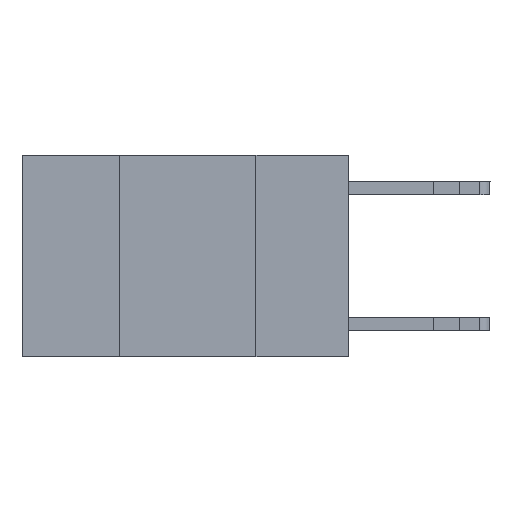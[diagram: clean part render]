
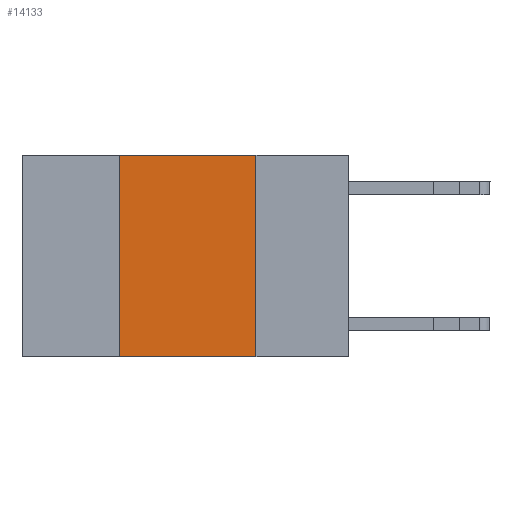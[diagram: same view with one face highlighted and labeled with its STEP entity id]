
A CAD part, left-side view. The second image highlights one B-rep face of the part: STEP entity #14133.
In plain terms, the highlighted planar face has unit normal (-1, 0, 0).
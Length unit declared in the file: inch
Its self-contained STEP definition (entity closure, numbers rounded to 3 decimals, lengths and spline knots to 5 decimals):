
#2050 = FACE_OUTER_BOUND ( 'NONE', #15078, .T. ) ;
#2237 = CARTESIAN_POINT ( 'NONE',  ( 0., 0.17, 0. ) ) ;
#2664 = CARTESIAN_POINT ( 'NONE',  ( 0., 0.42, -0.37 ) ) ;
#2829 = VERTEX_POINT ( 'NONE', #2237 ) ;
#3037 = VERTEX_POINT ( 'NONE', #6743 ) ;
#3532 = PLANE ( 'NONE',  #5963 ) ;
#3725 = CARTESIAN_POINT ( 'NONE',  ( 0., 0.42, 0. ) ) ;
#3932 = DIRECTION ( 'NONE',  ( 0., -1., 0. ) ) ;
#4373 = EDGE_CURVE ( 'NONE', #3037, #2829, #8308, .T. ) ;
#5042 = EDGE_CURVE ( 'NONE', #2829, #7226, #5753, .T. ) ;
#5298 = ORIENTED_EDGE ( 'NONE', *, *, #12800, .T. ) ;
#5323 = VECTOR ( 'NONE', #3932, 39.37008 ) ;
#5753 = LINE ( 'NONE', #15820, #8496 ) ;
#5963 = AXIS2_PLACEMENT_3D ( 'NONE', #15022, #7866, #13228 ) ;
#6743 = CARTESIAN_POINT ( 'NONE',  ( 0., 0.42, 0. ) ) ;
#6808 = DIRECTION ( 'NONE',  ( 0., -1., 0. ) ) ;
#7226 = VERTEX_POINT ( 'NONE', #14078 ) ;
#7866 = DIRECTION ( 'NONE',  ( 1., 0., 0. ) ) ;
#8308 = LINE ( 'NONE', #16895, #16612 ) ;
#8496 = VECTOR ( 'NONE', #18569, 39.37008 ) ;
#9464 = VERTEX_POINT ( 'NONE', #2664 ) ;
#9579 = VECTOR ( 'NONE', #9741, 39.37008 ) ;
#9741 = DIRECTION ( 'NONE',  ( 0., 0., 1. ) ) ;
#12576 = LINE ( 'NONE', #15224, #5323 ) ;
#12800 = EDGE_CURVE ( 'NONE', #9464, #7226, #12576, .T. ) ;
#13205 = ORIENTED_EDGE ( 'NONE', *, *, #15223, .F. ) ;
#13228 = DIRECTION ( 'NONE',  ( 0., 0., -1. ) ) ;
#14078 = CARTESIAN_POINT ( 'NONE',  ( 0., 0.17, -0.37 ) ) ;
#14133 = ADVANCED_FACE ( 'NONE', ( #2050 ), #3532, .F. ) ;
#15022 = CARTESIAN_POINT ( 'NONE',  ( 0., 0.6, 0. ) ) ;
#15048 = ORIENTED_EDGE ( 'NONE', *, *, #5042, .F. ) ;
#15078 = EDGE_LOOP ( 'NONE', ( #15048, #15335, #13205, #5298 ) ) ;
#15223 = EDGE_CURVE ( 'NONE', #9464, #3037, #15603, .T. ) ;
#15224 = CARTESIAN_POINT ( 'NONE',  ( 0., 0.6, -0.37 ) ) ;
#15335 = ORIENTED_EDGE ( 'NONE', *, *, #4373, .F. ) ;
#15603 = LINE ( 'NONE', #3725, #9579 ) ;
#15820 = CARTESIAN_POINT ( 'NONE',  ( 0., 0.17, 0. ) ) ;
#16612 = VECTOR ( 'NONE', #6808, 39.37008 ) ;
#16895 = CARTESIAN_POINT ( 'NONE',  ( 0., 0.6, 0. ) ) ;
#18569 = DIRECTION ( 'NONE',  ( 0., 0., -1. ) ) ;
